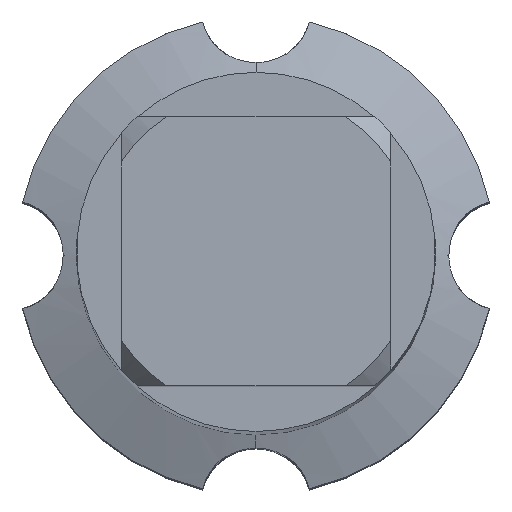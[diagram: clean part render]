
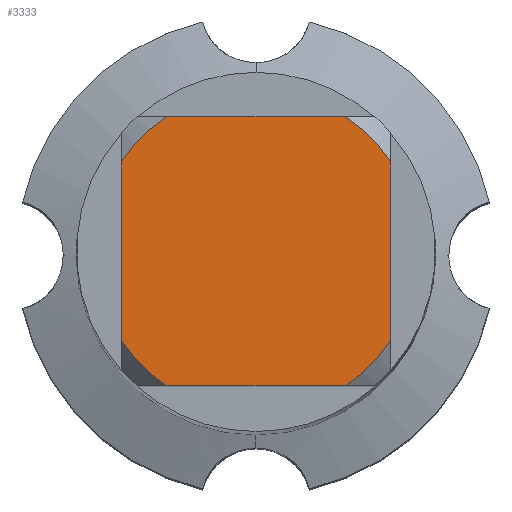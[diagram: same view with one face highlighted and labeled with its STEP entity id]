
A CAD part, top view. The second image highlights one B-rep face of the part: STEP entity #3333.
In plain terms, the highlighted planar face has unit normal (0, 0, 1).
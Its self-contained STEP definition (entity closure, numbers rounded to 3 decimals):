
#2049=VERTEX_POINT('',#5868);
#2351=EDGE_CURVE('',#5701,#4147,#6195,.T.);
#2399=EDGE_CURVE('',#2049,#5099,#6248,.T.);
#2585=VERTEX_POINT('',#6449);
#2851=EDGE_CURVE('',#5701,#2585,#6742,.T.);
#3017=VERTEX_POINT('',#6920);
#3123=VERTEX_POINT('',#7035);
#3333=ADVANCED_FACE('',(#7263),#7264,.T.);
#3973=EDGE_CURVE('',#4963,#5099,#7959,.T.);
#4147=VERTEX_POINT('',#8149);
#4339=EDGE_CURVE('',#3017,#3123,#8356,.T.);
#4695=EDGE_CURVE('',#4963,#4147,#8742,.T.);
#4963=VERTEX_POINT('',#9026);
#5099=VERTEX_POINT('',#9169);
#5153=EDGE_CURVE('',#2049,#3123,#9230,.T.);
#5415=EDGE_CURVE('',#3017,#2585,#9512,.T.);
#5701=VERTEX_POINT('',#9826);
#5868=CARTESIAN_POINT('',(-4.5,2.985,0.0));
#6195=LINE('',#10791,#10792);
#6248=CIRCLE('',#10899,5.4);
#6449=CARTESIAN_POINT('',(2.985,-4.5,0.0));
#6742=CIRCLE('',#11861,5.4);
#6920=CARTESIAN_POINT('',(-2.985,-4.5,0.0));
#7035=CARTESIAN_POINT('',(-4.5,-2.985,0.0));
#7263=FACE_OUTER_BOUND('',#12904,.T.);
#7264=PLANE('',#12905);
#7959=LINE('',#14225,#14226);
#8149=CARTESIAN_POINT('',(4.5,2.985,0.0));
#8356=CIRCLE('',#14959,5.4);
#8742=CIRCLE('',#15711,5.4);
#9026=CARTESIAN_POINT('',(2.985,4.5,0.0));
#9169=CARTESIAN_POINT('',(-2.985,4.5,0.0));
#9230=LINE('',#16657,#16658);
#9512=LINE('',#17163,#17164);
#9826=CARTESIAN_POINT('',(4.5,-2.985,0.0));
#10791=CARTESIAN_POINT('',(4.5,1.35,0.0));
#10792=VECTOR('',#18361,1.0);
#10899=AXIS2_PLACEMENT_3D('',#18411,#18412,#18413);
#11861=AXIS2_PLACEMENT_3D('',#19042,#19043,#19044);
#12904=EDGE_LOOP('',(#19529,#19530,#19531,#19532,#19533,#19534,#19535,#19536));
#12905=AXIS2_PLACEMENT_3D('',#19537,#19538,#19539);
#14225=CARTESIAN_POINT('',(0.0,4.5,0.0));
#14226=VECTOR('',#20493,1.0);
#14959=AXIS2_PLACEMENT_3D('',#20875,#20876,#20877);
#15711=AXIS2_PLACEMENT_3D('',#21251,#21252,#21253);
#16657=CARTESIAN_POINT('',(-4.5,1.35,0.0));
#16658=VECTOR('',#21644,1.0);
#17163=CARTESIAN_POINT('',(0.0,-4.5,0.0));
#17164=VECTOR('',#21901,1.0);
#18361=DIRECTION('',(-0.0,1.0,0.0));
#18411=CARTESIAN_POINT('',(0.0,0.0,0.0));
#18412=DIRECTION('',(0.0,0.0,-1.0));
#18413=DIRECTION('',(0.0,1.0,0.0));
#19042=CARTESIAN_POINT('',(0.0,0.0,0.0));
#19043=DIRECTION('',(0.0,0.0,-1.0));
#19044=DIRECTION('',(0.0,1.0,0.0));
#19529=ORIENTED_EDGE('',*,*,#5153,.T.);
#19530=ORIENTED_EDGE('',*,*,#4339,.F.);
#19531=ORIENTED_EDGE('',*,*,#5415,.T.);
#19532=ORIENTED_EDGE('',*,*,#2851,.F.);
#19533=ORIENTED_EDGE('',*,*,#2351,.T.);
#19534=ORIENTED_EDGE('',*,*,#4695,.F.);
#19535=ORIENTED_EDGE('',*,*,#3973,.T.);
#19536=ORIENTED_EDGE('',*,*,#2399,.F.);
#19537=CARTESIAN_POINT('',(0.0,2.7,0.0));
#19538=DIRECTION('',(-0.0,0.0,1.0));
#19539=DIRECTION('',(0.0,-1.0,0.0));
#20493=DIRECTION('',(-1.0,0.0,0.0));
#20875=CARTESIAN_POINT('',(0.0,0.0,0.0));
#20876=DIRECTION('',(0.0,0.0,-1.0));
#20877=DIRECTION('',(0.0,1.0,0.0));
#21251=CARTESIAN_POINT('',(0.0,0.0,0.0));
#21252=DIRECTION('',(0.0,0.0,-1.0));
#21253=DIRECTION('',(0.0,1.0,0.0));
#21644=DIRECTION('',(-0.0,-1.0,0.0));
#21901=DIRECTION('',(1.0,0.0,0.0));
